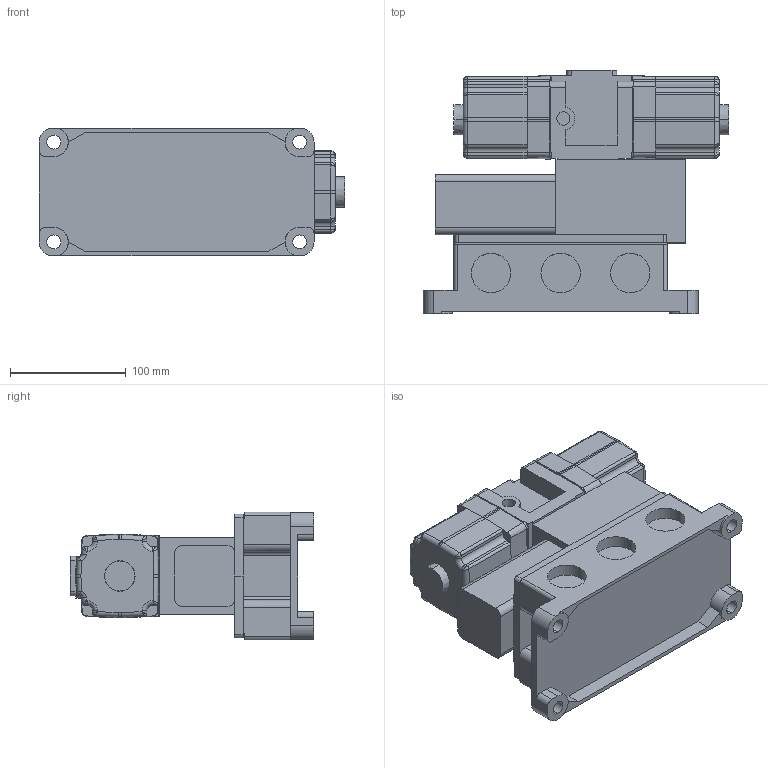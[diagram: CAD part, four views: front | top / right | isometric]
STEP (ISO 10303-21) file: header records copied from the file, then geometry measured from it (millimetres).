
FILE_DESCRIPTION (( 'STEP AP214' ), '1' );
FILE_NAME ('MVD2-25A.STEP', '2025-09-02T08:34:25', ( '' ), ( '' ), 'SwSTEP 2.0', 'SolidWorks 2023', '' );
FILE_SCHEMA (( 'AUTOMOTIVE_DESIGN' ));
Length unit declared in the file: millimetre
Products named in the file (1): MVD2-25A
Bounding box: 263.5 x 210 x 110 mm (x, y, z)
Volume: 2719842.1 mm3; surface area: 222369.4 mm2
Topology: 1 solids, 1 shells, 442 faces, 1145 edges, 695 vertices
Faces by surface type: plane 200, cylinder 164, cone 34, torus 24, bspline 20
Entity records: 14223 total; most frequent: CARTESIAN_POINT 3415, DIRECTION 2330, ORIENTED_EDGE 2250, EDGE_CURVE 1125, AXIS2_PLACEMENT_3D 826, VERTEX_POINT 695, LINE 678, VECTOR 678
